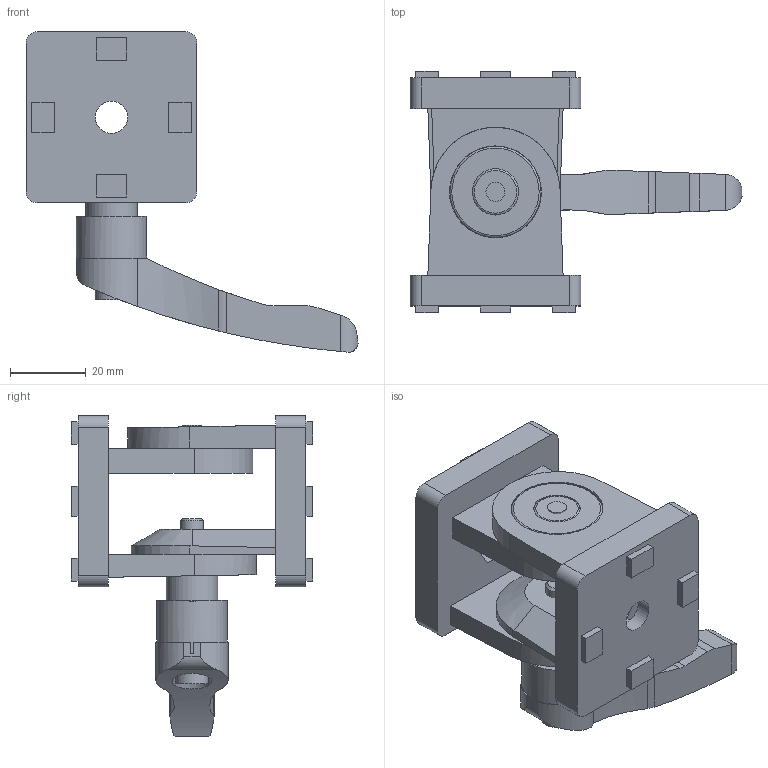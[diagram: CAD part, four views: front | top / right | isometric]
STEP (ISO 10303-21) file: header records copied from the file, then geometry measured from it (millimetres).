
FILE_DESCRIPTION( ( 'STEP AP214' ), '1' );
FILE_NAME( 'K1051.110454508.stp', '2020-12-10T09:29:17', ( '' ), ( '' ), ' ', 'PARTsolutions', ' ' );
FILE_SCHEMA( ( 'AUTOMOTIVE_DESIGN { 1 0 10303 214 1 1 1 1 }' ) );
Length unit declared in the file: millimetre
Products named in the file (4): K1051.110454508; _K1051_gelenk84; _K1051_gelenk89; _K0123.2061X15
Assembly tree (3 placements, depth 2):
  K1051.110454508
    _K1051_gelenk84
    _K1051_gelenk89
    _K0123.2061X15
Bounding box: 87.39 x 63.6 x 84.33 mm (x, y, z)
Volume: 71363.3 mm3; surface area: 28442.5 mm2
Topology: 3 solids, 3 shells, 185 faces, 448 edges, 299 vertices
Faces by surface type: plane 116, cylinder 61, cone 5, torus 3
Full cylindrical faces by diameter (mm): 4.917 x1, 5 x4, 6 x1, 8.5 x2, 8.6 x2, 12.2 x1, 13.5 x1, 14 x1, 18.5 x1, 24 x2, 24.2 x2
Entity records: 6989 total; most frequent: CARTESIAN_POINT 1186, DIRECTION 875, ORIENTED_EDGE 826, EDGE_CURVE 413, AXIS2_PLACEMENT_3D 300, VERTEX_POINT 289, LINE 275, VECTOR 275
